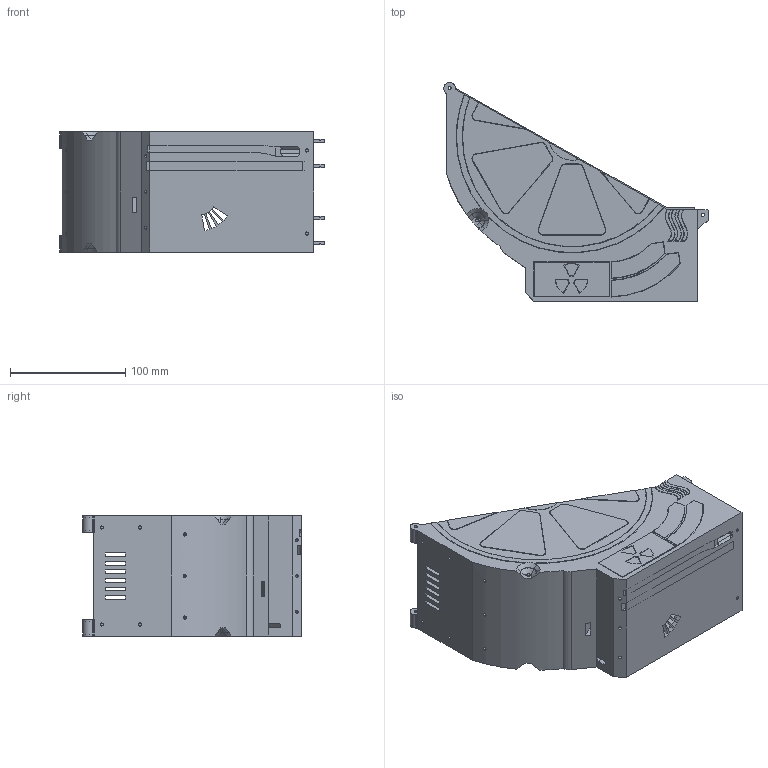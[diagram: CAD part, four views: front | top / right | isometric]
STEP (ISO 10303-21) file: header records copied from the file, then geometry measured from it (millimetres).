
FILE_DESCRIPTION (( 'STEP AP214' ), '1' );
FILE_NAME ('UNIT_MCU_base_embossed step .STEP', '2025-10-06T12:25:42', ( '' ), ( '' ), 'SwSTEP 2.0', 'SolidWorks 2020', '' );
FILE_SCHEMA (( 'AUTOMOTIVE_DESIGN' ));
Length unit declared in the file: millimetre
Products named in the file (1): UNIT_MCU_base_embossed step 
Bounding box: 228.98 x 189.65 x 104.6 mm (x, y, z)
Volume: 648255 mm3; surface area: 328833.8 mm2
Topology: 1 solids, 79 shells, 1152 faces, 2887 edges, 1900 vertices
Faces by surface type: plane 844, cylinder 219, cone 68, bspline 21
Full cylindrical faces by diameter (mm): 2.7 x3
Entity records: 37994 total; most frequent: CARTESIAN_POINT 10252, ORIENTED_EDGE 5776, DIRECTION 5507, EDGE_CURVE 2888, VECTOR 2091, LINE 2091, VERTEX_POINT 1903, AXIS2_PLACEMENT_3D 1708
